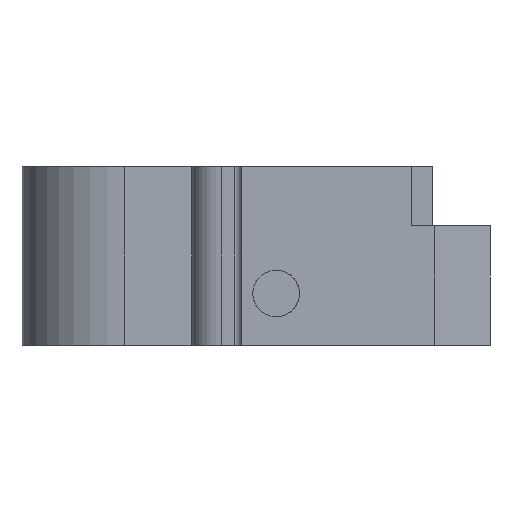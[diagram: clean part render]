
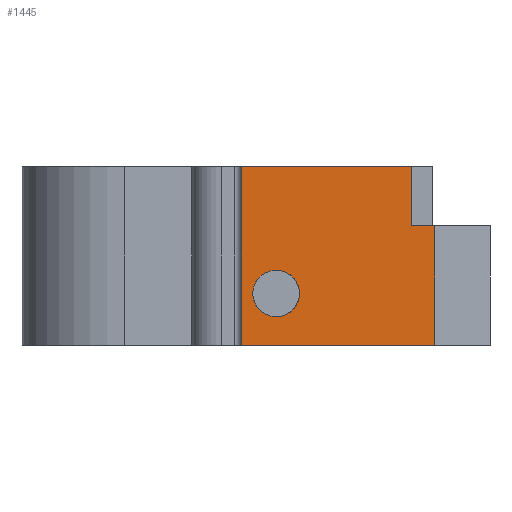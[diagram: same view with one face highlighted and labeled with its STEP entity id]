
A CAD part, left-side view. The second image highlights one B-rep face of the part: STEP entity #1445.
In plain terms, the highlighted planar face has unit normal (-1, 0, 0).
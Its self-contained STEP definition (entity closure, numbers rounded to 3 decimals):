
#85=FACE_BOUND('',#261,.T.);
#158=FACE_OUTER_BOUND('',#260,.T.);
#260=EDGE_LOOP('',(#1309,#1310,#1311,#1312,#1313,#1314));
#261=EDGE_LOOP('',(#1315));
#304=CIRCLE('',#1568,1.7);
#398=LINE('',#2292,#543);
#406=LINE('',#2319,#551);
#430=LINE('',#2373,#575);
#440=LINE('',#2407,#585);
#446=LINE('',#2420,#591);
#449=LINE('',#2427,#594);
#543=VECTOR('',#1815,10.);
#551=VECTOR('',#1837,10.);
#575=VECTOR('',#1887,10.);
#585=VECTOR('',#1939,10.);
#591=VECTOR('',#1951,10.);
#594=VECTOR('',#1960,10.);
#693=VERTEX_POINT('',#2289);
#694=VERTEX_POINT('',#2291);
#705=VERTEX_POINT('',#2316);
#706=VERTEX_POINT('',#2318);
#723=VERTEX_POINT('',#2372);
#730=VERTEX_POINT('',#2419);
#731=VERTEX_POINT('',#2424);
#862=EDGE_CURVE('',#694,#693,#398,.T.);
#876=EDGE_CURVE('',#705,#706,#406,.T.);
#904=EDGE_CURVE('',#723,#706,#430,.T.);
#917=EDGE_CURVE('',#694,#705,#440,.T.);
#923=EDGE_CURVE('',#730,#723,#446,.T.);
#926=EDGE_CURVE('',#731,#731,#304,.T.);
#927=EDGE_CURVE('',#693,#730,#449,.T.);
#1309=ORIENTED_EDGE('',*,*,#923,.T.);
#1310=ORIENTED_EDGE('',*,*,#904,.T.);
#1311=ORIENTED_EDGE('',*,*,#876,.F.);
#1312=ORIENTED_EDGE('',*,*,#917,.F.);
#1313=ORIENTED_EDGE('',*,*,#862,.T.);
#1314=ORIENTED_EDGE('',*,*,#927,.T.);
#1315=ORIENTED_EDGE('',*,*,#926,.T.);
#1371=PLANE('',#1570);
#1445=ADVANCED_FACE('',(#158,#85),#1371,.T.);
#1568=AXIS2_PLACEMENT_3D('',#2425,#1956,#1957);
#1570=AXIS2_PLACEMENT_3D('',#2428,#1961,#1962);
#1815=DIRECTION('',(0.,-1.,0.));
#1837=DIRECTION('',(0.,-1.,0.));
#1887=DIRECTION('',(0.,0.,1.));
#1939=DIRECTION('',(0.,0.,1.));
#1951=DIRECTION('',(0.,1.,0.));
#1956=DIRECTION('center_axis',(1.,0.,0.));
#1957=DIRECTION('ref_axis',(0.,1.,0.));
#1960=DIRECTION('',(0.,0.,1.));
#1961=DIRECTION('center_axis',(-1.,0.,0.));
#1962=DIRECTION('ref_axis',(0.,-1.,0.));
#2289=CARTESIAN_POINT('',(-29.756,-28.547,-16.772));
#2291=CARTESIAN_POINT('',(-29.756,-14.501,-16.772));
#2292=CARTESIAN_POINT('',(-29.756,-14.501,-16.772));
#2316=CARTESIAN_POINT('',(-29.756,-14.501,-3.772));
#2318=CARTESIAN_POINT('',(-29.756,-26.873,-3.772));
#2319=CARTESIAN_POINT('',(-29.756,-14.501,-3.772));
#2372=CARTESIAN_POINT('',(-29.756,-26.873,-8.072));
#2373=CARTESIAN_POINT('',(-29.756,-26.873,-11.347));
#2407=CARTESIAN_POINT('',(-29.756,-14.501,-16.772));
#2419=CARTESIAN_POINT('',(-29.756,-28.547,-8.072));
#2420=CARTESIAN_POINT('',(-29.756,-23.063,-8.072));
#2424=CARTESIAN_POINT('',(-29.756,-15.3,-13.));
#2425=CARTESIAN_POINT('Origin',(-29.756,-17.,-13.));
#2427=CARTESIAN_POINT('',(-29.756,-28.547,-16.772));
#2428=CARTESIAN_POINT('Origin',(-29.756,-14.501,-16.772));
